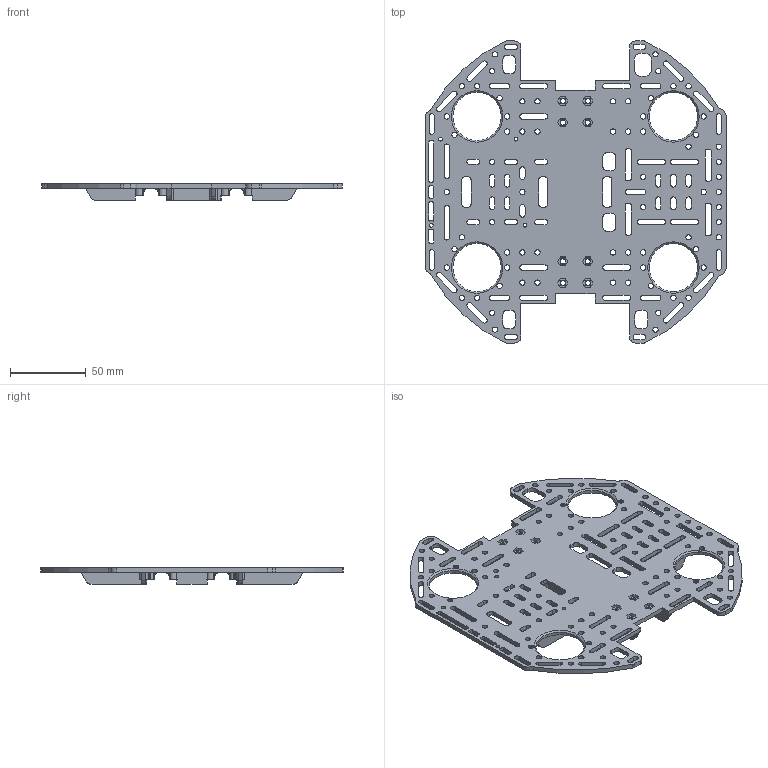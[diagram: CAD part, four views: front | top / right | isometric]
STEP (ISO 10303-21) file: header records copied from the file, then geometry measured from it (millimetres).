
FILE_DESCRIPTION(('STEP AP242'), '1');
FILE_NAME('plastic_platform', '', ('UNSPECIFIED'), ('UNSPECIFIED'), 'C3D Converter', 'C3D Toolkit', '');
FILE_SCHEMA(('AP242_MANAGED_MODEL_BASED_3D_ENGINEERING_MIM_LF { 1 0 10303 442 1 1 4 }'));
Length unit declared in the file: millimetre
Products named in the file (3): -v6.1; -06
Assembly tree (9 placements, depth 3):
  -v6.1
    -06  x8
      (unnamed)
Bounding box: 199 x 200 x 11 mm (x, y, z)
Volume: 79445.8 mm3; surface area: 68975.3 mm2
Topology: 1 solids, 1 shells, 1254 faces, 3521 edges, 2308 vertices
Faces by surface type: plane 577, cylinder 453, extrusion 148, bspline 40, torus 32, cone 4
Full cylindrical faces by diameter (mm): 2.5 x3, 3.4 x8, 3.5 x69, 4 x16, 32 x4
Entity records: 43170 total; most frequent: CARTESIAN_POINT 10333, ORIENTED_EDGE 6834, DIRECTION 6308, EDGE_CURVE 3417, VERTEX_POINT 2308, VECTOR 2158, AXIS2_PLACEMENT_3D 2075, LINE 2010
